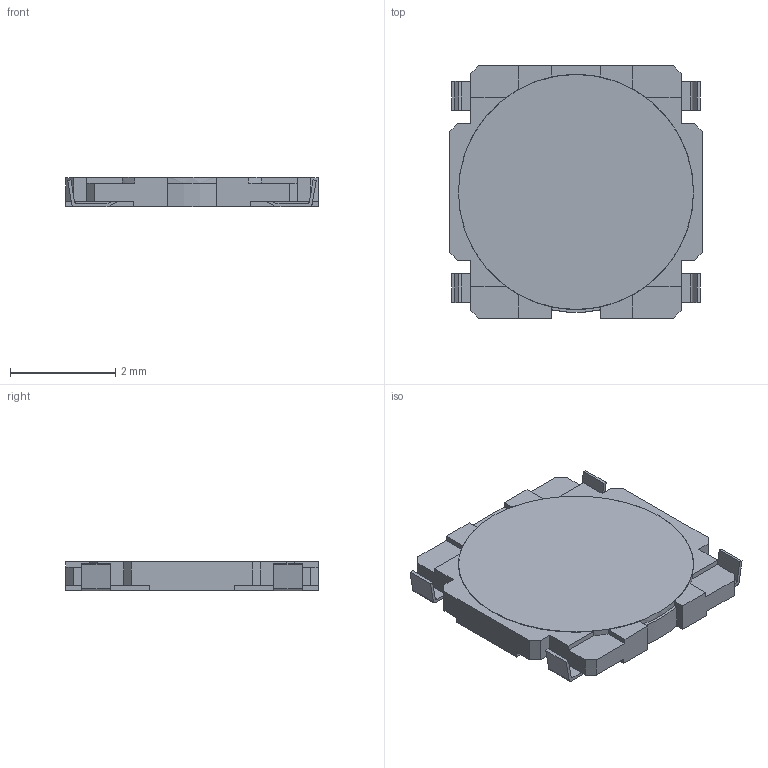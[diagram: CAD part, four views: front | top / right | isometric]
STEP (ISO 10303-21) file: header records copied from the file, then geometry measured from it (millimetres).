
FILE_DESCRIPTION (( 'STEP AP214' ), '1' );
FILE_NAME ('KEY-SMD_4P-L4.8-W4.8-P3.65_SKRBAAE010.step', '2022-07-02T15:04:25', ( '' ), ( '' ), 'SwSTEP 2.0', 'SolidWorks 2020', '' );
FILE_SCHEMA (( 'AUTOMOTIVE_DESIGN' ));
Length unit declared in the file: millimetre
Products named in the file (1): KEY-SMD_4P-L4.8-W4.8-P3.65_SKRBAAE010
Bounding box: 4.8 x 4.8 x 0.56 mm (x, y, z)
Volume: 11 mm3; surface area: 59 mm2
Topology: 1 solids, 1 shells, 390 faces, 1074 edges, 716 vertices
Faces by surface type: plane 265, bspline 114, cylinder 11
Entity records: 16677 total; most frequent: CARTESIAN_POINT 4543, ORIENTED_EDGE 2148, DIRECTION 1430, EDGE_CURVE 1074, VECTOR 808, LINE 808, VERTEX_POINT 716, EDGE_LOOP 420
